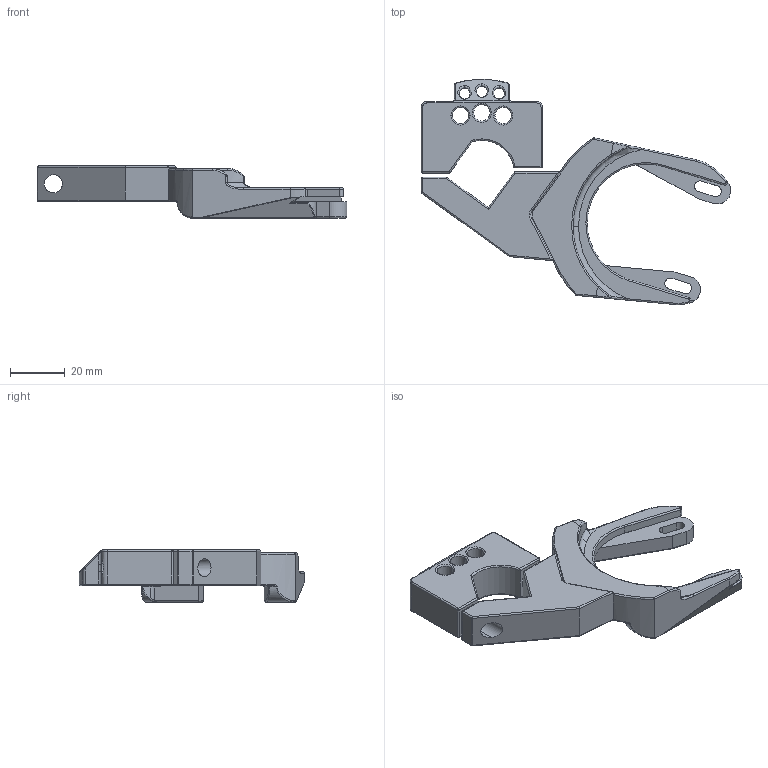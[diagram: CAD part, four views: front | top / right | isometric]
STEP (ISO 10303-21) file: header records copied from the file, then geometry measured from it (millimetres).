
FILE_DESCRIPTION (( 'STEP AP203' ), '1' );
FILE_NAME ('RIGHT-SIDE-BRACKET-MOUNT-M6-HOLES-V5-THICKER.STEP', '2014-04-09T02:17:44', ( 'micro-pot' ), ( '' ), 'SwSTEP 2.0', 'SolidWorks 2014', '' );
FILE_SCHEMA (( 'CONFIG_CONTROL_DESIGN' ));
Length unit declared in the file: millimetre
Products named in the file (1): RIGHT-SIDE-BRACKET-MOUNT-M6-HOLES-V5-THICKER
Bounding box: 112.74 x 82.07 x 19 mm (x, y, z)
Volume: 35857.3 mm3; surface area: 16788.5 mm2
Topology: 2 solids, 2 shells, 312 faces, 762 edges, 440 vertices
Faces by surface type: cylinder 139, torus 65, plane 49, bspline 34, sphere 19, cone 6
Entity records: 10340 total; most frequent: CARTESIAN_POINT 3204, DIRECTION 1549, ORIENTED_EDGE 1482, EDGE_CURVE 741, AXIS2_PLACEMENT_3D 645, VERTEX_POINT 436, CIRCLE 366, EDGE_LOOP 337
